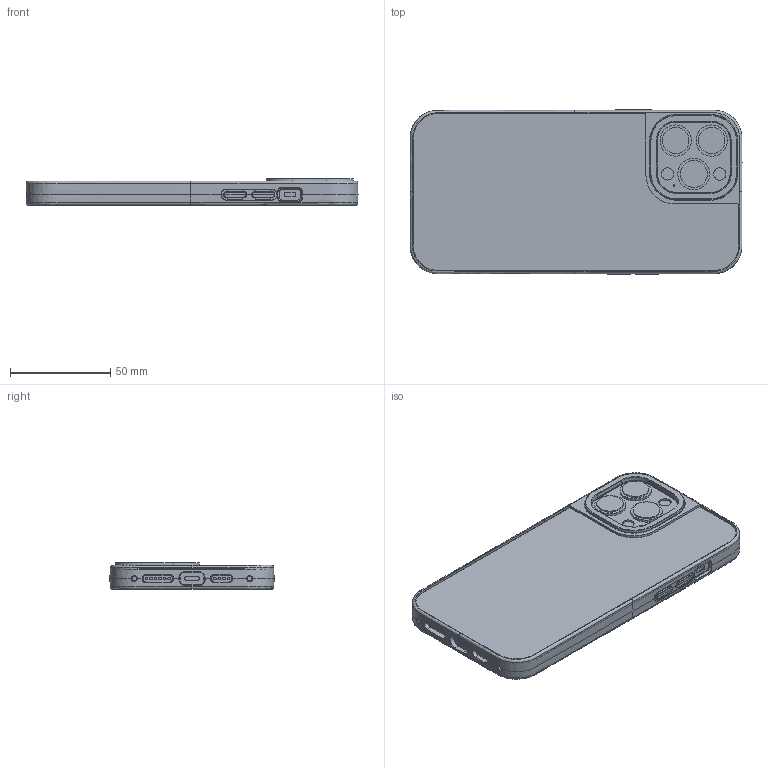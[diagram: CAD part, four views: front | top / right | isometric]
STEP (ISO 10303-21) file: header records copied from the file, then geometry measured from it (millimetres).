
FILE_DESCRIPTION((''),'2;1');
FILE_NAME('IP13-PRO-MAX_ASM','2025-06-12T',('Administrator'),(''),'PRO/ENGINEER BY PARAMETRIC TECHNOLOGY CORPORATION, 2015240','PRO/ENGINEER BY PARAMETRIC TECHNOLOGY CORPORATION, 2015240','');
FILE_SCHEMA(('AUTOMOTIVE_DESIGN_CC2 { 1 2 10303 214 -1 1 5 2 }'));
Products named in the file (5): IP13-PRO-MAX_58; IP13-PRO-MAX-PC-1-23_8; IP13-PRO-MAX-JX; _KEJIANG_IP13-PRO-MAX--IP13--73; IP13-PRO-MAX_ASM
Assembly tree (4 placements, depth 2):
  IP13-PRO-MAX_ASM
    IP13-PRO-MAX_58
    IP13-PRO-MAX-PC-1-23_8
    IP13-PRO-MAX-JX
    _KEJIANG_IP13-PRO-MAX--IP13--73
Bounding box: 165.2 x 81.73 x 13.36 mm (x, y, z)
Volume: 121098 mm3; surface area: 70426.9 mm2
Topology: 4 solids, 4 shells, 1139 faces, 2917 edges, 1888 vertices
Faces by surface type: plane 487, cylinder 284, cone 106, torus 97, extrusion 87, bspline 74, revolution 4
Entity records: 58159 total; most frequent: CARTESIAN_POINT 24829, ORIENTED_EDGE 5834, DIRECTION 5031, EDGE_CURVE 2917, VERTEX_POINT 1888, AXIS2_PLACEMENT_3D 1715, PRESENTATION_STYLE_ASSIGNMENT 1634, VECTOR 1597
